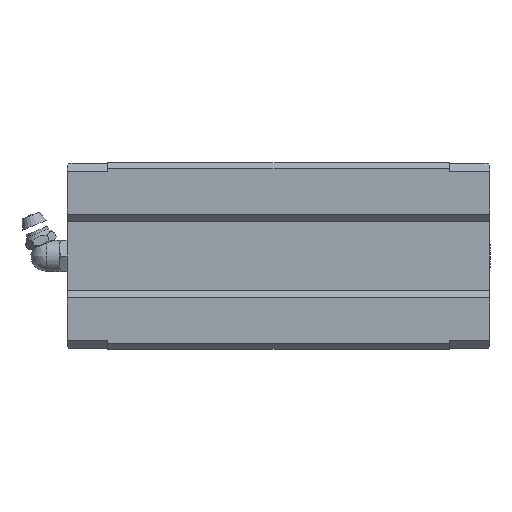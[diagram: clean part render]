
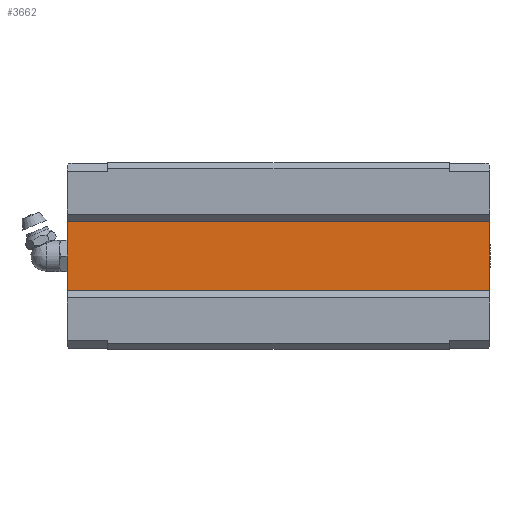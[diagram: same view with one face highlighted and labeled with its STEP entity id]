
A CAD part, front view. The second image highlights one B-rep face of the part: STEP entity #3662.
In plain terms, the highlighted planar face has unit normal (0, -1, 0).
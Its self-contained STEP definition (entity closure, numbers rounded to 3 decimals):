
#347 = VERTEX_POINT ( 'NONE', #1154 ) ;
#369 = CARTESIAN_POINT ( 'NONE',  ( 54.5, 14.2, -9.323 ) ) ;
#407 = DIRECTION ( 'NONE',  ( 0., -1., 0. ) ) ;
#832 = DIRECTION ( 'NONE',  ( 0., 0., -1. ) ) ;
#882 = CARTESIAN_POINT ( 'NONE',  ( 54.5, 14.2, -9.323 ) ) ;
#1154 = CARTESIAN_POINT ( 'NONE',  ( -54.5, 14.2, -9.323 ) ) ;
#1240 = VERTEX_POINT ( 'NONE', #4643 ) ;
#1258 = PLANE ( 'NONE',  #5519 ) ;
#1589 = DIRECTION ( 'NONE',  ( 1., 0., 0. ) ) ;
#1623 = LINE ( 'NONE', #2948, #4171 ) ;
#1768 = VERTEX_POINT ( 'NONE', #4908 ) ;
#1867 = EDGE_CURVE ( 'NONE', #1768, #3856, #5405, .T. ) ;
#1986 = EDGE_CURVE ( 'NONE', #347, #1240, #3013, .T. ) ;
#2048 = EDGE_CURVE ( 'NONE', #1240, #1768, #3902, .T. ) ;
#2783 = CARTESIAN_POINT ( 'NONE',  ( -54.5, 14.2, 9.323 ) ) ;
#2948 = CARTESIAN_POINT ( 'NONE',  ( -54.5, 14.2, -9.323 ) ) ;
#3013 = LINE ( 'NONE', #369, #4148 ) ;
#3355 = DIRECTION ( 'NONE',  ( 0., 0., -1. ) ) ;
#3434 = DIRECTION ( 'NONE',  ( 0., 0., 1. ) ) ;
#3662 = ADVANCED_FACE ( 'NONE', ( #5119 ), #1258, .T. ) ;
#3705 = VECTOR ( 'NONE', #4063, 1000. ) ;
#3745 = EDGE_CURVE ( 'NONE', #3856, #347, #1623, .T. ) ;
#3776 = ORIENTED_EDGE ( 'NONE', *, *, #1867, .T. ) ;
#3856 = VERTEX_POINT ( 'NONE', #2783 ) ;
#3902 = LINE ( 'NONE', #882, #5131 ) ;
#4063 = DIRECTION ( 'NONE',  ( -1., 0., 0. ) ) ;
#4148 = VECTOR ( 'NONE', #1589, 1000. ) ;
#4171 = VECTOR ( 'NONE', #3355, 1000. ) ;
#4505 = ORIENTED_EDGE ( 'NONE', *, *, #2048, .T. ) ;
#4630 = ORIENTED_EDGE ( 'NONE', *, *, #3745, .T. ) ;
#4643 = CARTESIAN_POINT ( 'NONE',  ( 54.5, 14.2, -9.323 ) ) ;
#4701 = CARTESIAN_POINT ( 'NONE',  ( 54.5, 14.2, -9.323 ) ) ;
#4858 = EDGE_LOOP ( 'NONE', ( #4505, #3776, #4630, #5240 ) ) ;
#4908 = CARTESIAN_POINT ( 'NONE',  ( 54.5, 14.2, 9.323 ) ) ;
#5119 = FACE_OUTER_BOUND ( 'NONE', #4858, .T. ) ;
#5131 = VECTOR ( 'NONE', #3434, 1000. ) ;
#5240 = ORIENTED_EDGE ( 'NONE', *, *, #1986, .T. ) ;
#5354 = CARTESIAN_POINT ( 'NONE',  ( 54.5, 14.2, 9.323 ) ) ;
#5405 = LINE ( 'NONE', #5354, #3705 ) ;
#5519 = AXIS2_PLACEMENT_3D ( 'NONE', #4701, #407, #832 ) ;
